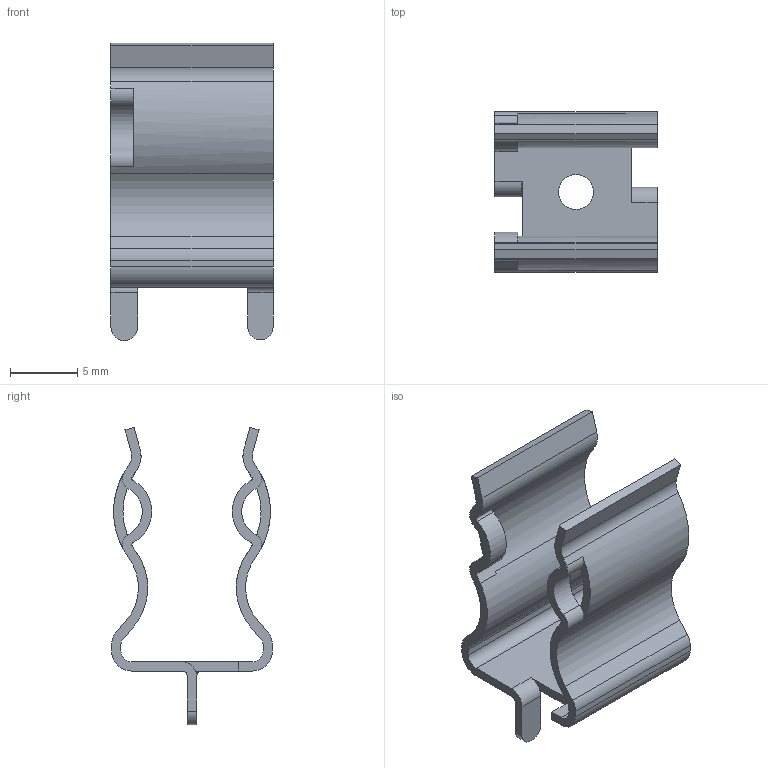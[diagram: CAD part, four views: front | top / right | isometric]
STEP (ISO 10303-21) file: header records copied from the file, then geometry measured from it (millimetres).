
FILE_DESCRIPTION((' '),'2;1');
FILE_NAME( 'FUSE-7170.0470.stp', '2022-09-02T15:07:23', (' '), ('--- Datakit www.datakit.com---'), ' Datakit CrossCadWare V2022.3 Jun 15 2022', 'DATAKIT 2022 (c)', ' ');
FILE_SCHEMA(('AP242_MANAGED_MODEL_BASED_3D_ENGINEERING_MIM_LF { 1 0 10303 442 1 1 4 }'));
Length unit declared in the file: millimetre
Products named in the file (1): FUSE-7170.0470
Bounding box: 12.1 x 12 x 22.19 mm (x, y, z)
Volume: 409.3 mm3; surface area: 1292.7 mm2
Topology: 1 solids, 1 shells, 81 faces, 247 edges, 164 vertices
Faces by surface type: plane 42, cylinder 39
Full cylindrical faces by diameter (mm): 2.6 x1
Entity records: 2922 total; most frequent: DIRECTION 511, CARTESIAN_POINT 492, ORIENTED_EDGE 492, EDGE_CURVE 246, AXIS2_PLACEMENT_3D 183, VERTEX_POINT 164, VECTOR 145, LINE 145
